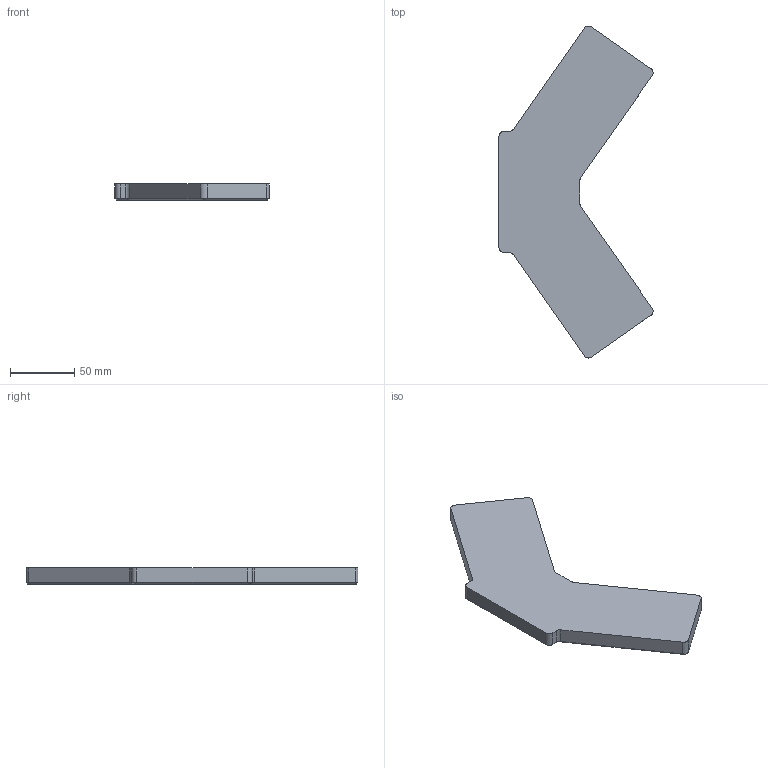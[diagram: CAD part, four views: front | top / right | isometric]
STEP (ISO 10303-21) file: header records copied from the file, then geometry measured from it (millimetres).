
FILE_DESCRIPTION(/* description */ (''),/* implementation_level */ '2;1');
FILE_NAME(/* name */ 'dummy_case.step',/* time_stamp */ '2023-12-04T03:38:08-05:00',/* author */ (''),/* organization */ (''),/* preprocessor_version */ 'ST-DEVELOPER v20',/* originating_system */ 'Autodesk Translation Framework v12.14.0.127',/* authorisation */ '');
FILE_SCHEMA (('AUTOMOTIVE_DESIGN { 1 0 10303 214 3 1 1 }'));
Length unit declared in the file: millimetre
Products named in the file (1): case_design_proto3
Bounding box: 119.77 x 257.95 x 12.5 mm (x, y, z)
Volume: 91459.1 mm3; surface area: 47792.4 mm2
Topology: 1 solids, 1 shells, 113 faces, 319 edges, 208 vertices
Faces by surface type: cylinder 52, plane 47, cone 14
Full cylindrical faces by diameter (mm): 0.72 x7
Entity records: 3684 total; most frequent: DIRECTION 661, CARTESIAN_POINT 634, ORIENTED_EDGE 624, EDGE_CURVE 312, AXIS2_PLACEMENT_3D 235, VERTEX_POINT 208, LINE 191, VECTOR 191
